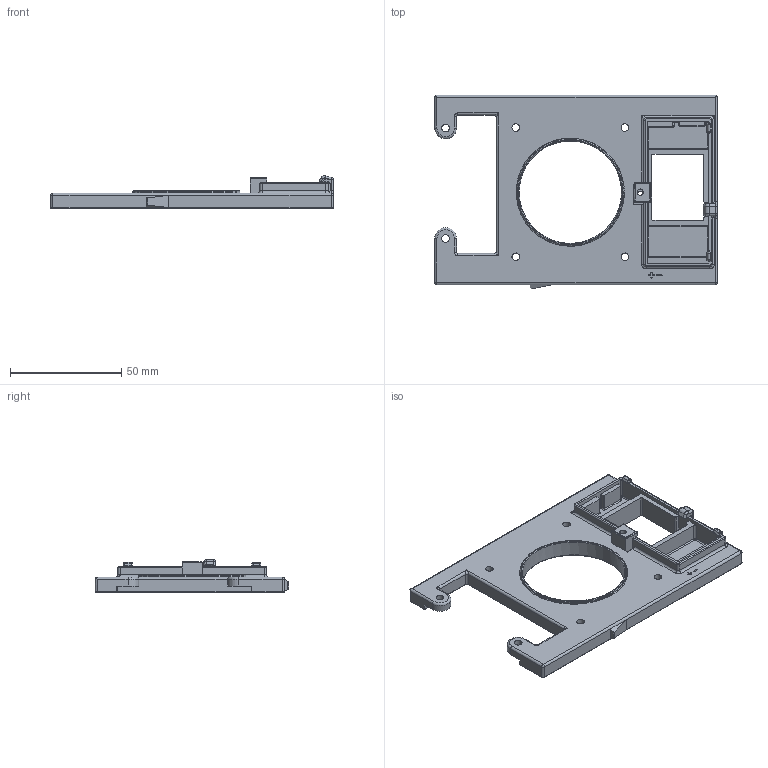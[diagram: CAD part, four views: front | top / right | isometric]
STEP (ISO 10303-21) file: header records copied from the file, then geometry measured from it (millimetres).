
FILE_DESCRIPTION(('STEP AP214'),'1');
FILE_NAME('Pi_SSR.stp','2023-03-20T22:25:35',(' '),(' '),'Spatial InterOp 3D',' ',' ');
FILE_SCHEMA(('AUTOMOTIVE_DESIGN { 1 0 10303 214 1 1 1 1 }'));
Length unit declared in the file: metre
Products named in the file (3): Pi_SSR; Komponente4; Volumenkörper
Assembly tree (2 placements, depth 2):
  Pi_SSR
    Komponente4
    Volumenkörper
Bounding box: 126.9 x 86.98 x 14.61 mm (x, y, z)
Volume: 45462.4 mm3; surface area: 22550.5 mm2
Topology: 2 solids, 2 shells, 328 faces, 856 edges, 520 vertices
Faces by surface type: cylinder 145, plane 112, torus 44, sphere 15, bspline 6, extrusion 6
Full cylindrical faces by diameter (mm): 2.8 x1, 3.4 x4, 3.5 x2, 6.4 x4, 46 x1, 48 x1
Entity records: 11090 total; most frequent: CARTESIAN_POINT 3011, DIRECTION 1764, ORIENTED_EDGE 1606, EDGE_CURVE 803, AXIS2_PLACEMENT_3D 663, VERTEX_POINT 507, VECTOR 438, LINE 432
